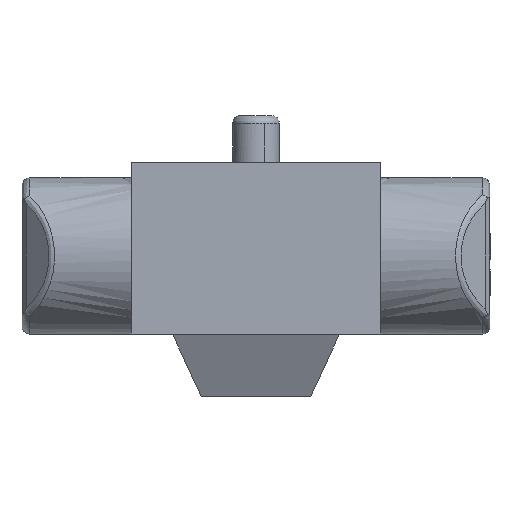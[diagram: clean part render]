
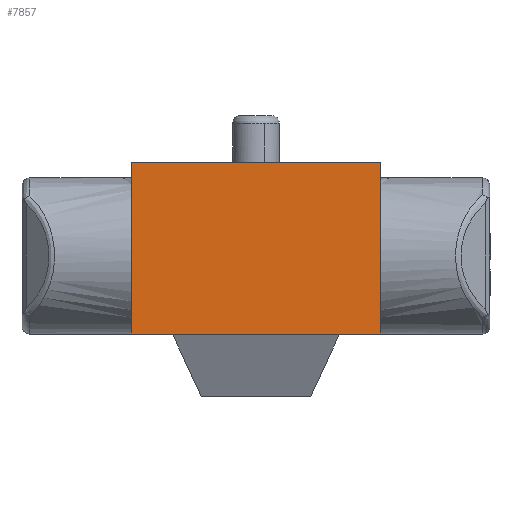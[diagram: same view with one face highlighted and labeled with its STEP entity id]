
A CAD part, left-side view. The second image highlights one B-rep face of the part: STEP entity #7857.
In plain terms, the highlighted free-form (B-spline) face has degree [1, 1] with [2, 2] control points.
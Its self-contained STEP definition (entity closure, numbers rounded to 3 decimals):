
#6360=CARTESIAN_POINT('',(-5.0,8.0,6.));
#6361=VERTEX_POINT('',#6360);
#6369=CARTESIAN_POINT('',(-5.0,-8.0,6.));
#6370=VERTEX_POINT('',#6369);
#6371=CARTESIAN_POINT('',(-5.0,-8.0,6.));
#6372=CARTESIAN_POINT('',(-5.0,8.0,6.));
#6373=QUASI_UNIFORM_CURVE('',1,(#6371,#6372),.UNSPECIFIED.,.F.,.U.);
#6374=EDGE_CURVE('',#6370,#6361,#6373,.T.);
#7830=CARTESIAN_POINT('',(-5.0,-8.799,-5.549));
#7831=CARTESIAN_POINT('',(-5.0,-8.799,6.549));
#7832=CARTESIAN_POINT('',(-5.0,8.799,-5.549));
#7833=CARTESIAN_POINT('',(-5.0,8.799,6.549));
#7834=B_SPLINE_SURFACE_WITH_KNOTS('',1,1,((#7830,#7832),(#7831,#7833)),.UNSPECIFIED.,.F.,.F.,.U.,(2,2),(2,2),(0.0,12.099),(0.0,17.598),.UNSPECIFIED.);
#7835=CARTESIAN_POINT('',(-5.0,8.0,-5.0));
#7836=VERTEX_POINT('',#7835);
#7837=CARTESIAN_POINT('',(-5.0,8.0,-5.0));
#7838=CARTESIAN_POINT('',(-5.0,8.0,6.));
#7839=QUASI_UNIFORM_CURVE('',1,(#7837,#7838),.UNSPECIFIED.,.F.,.U.);
#7840=EDGE_CURVE('',#7836,#6361,#7839,.T.);
#7841=ORIENTED_EDGE('',*,*,#7840,.F.);
#7842=CARTESIAN_POINT('',(-5.0,-8.0,-5.0));
#7843=VERTEX_POINT('',#7842);
#7844=CARTESIAN_POINT('',(-5.0,-8.0,-5.0));
#7845=CARTESIAN_POINT('',(-5.0,8.0,-5.0));
#7846=QUASI_UNIFORM_CURVE('',1,(#7844,#7845),.UNSPECIFIED.,.F.,.U.);
#7847=EDGE_CURVE('',#7843,#7836,#7846,.T.);
#7848=ORIENTED_EDGE('',*,*,#7847,.F.);
#7849=CARTESIAN_POINT('',(-5.0,-8.0,-5.0));
#7850=CARTESIAN_POINT('',(-5.0,-8.0,6.));
#7851=QUASI_UNIFORM_CURVE('',1,(#7849,#7850),.UNSPECIFIED.,.F.,.U.);
#7852=EDGE_CURVE('',#7843,#6370,#7851,.T.);
#7853=ORIENTED_EDGE('',*,*,#7852,.T.);
#7854=ORIENTED_EDGE('',*,*,#6374,.T.);
#7855=EDGE_LOOP('',(#7841,#7848,#7853,#7854));
#7856=FACE_OUTER_BOUND('',#7855,.T.);
#7857=ADVANCED_FACE('',(#7856),#7834,.T.);
